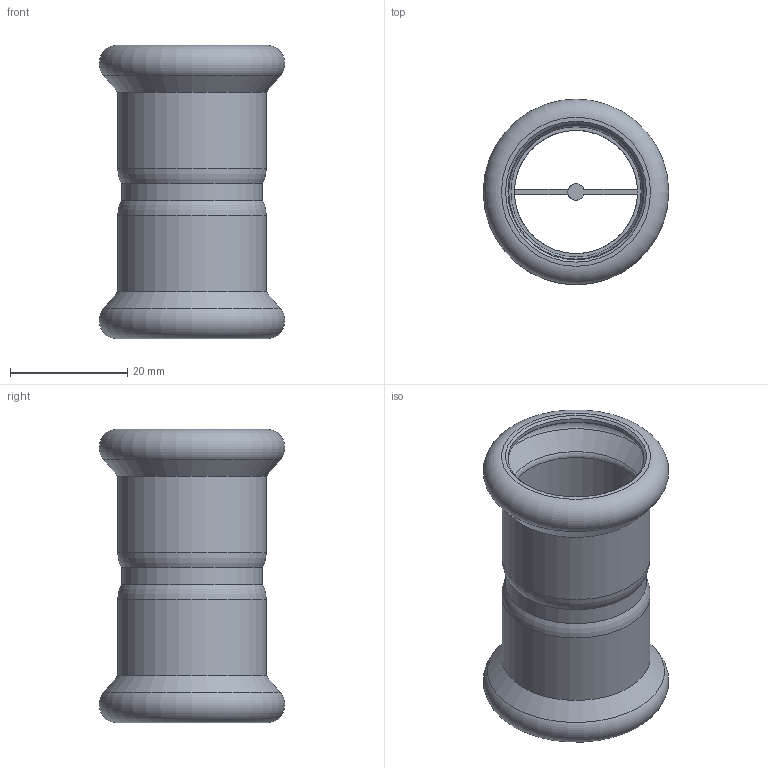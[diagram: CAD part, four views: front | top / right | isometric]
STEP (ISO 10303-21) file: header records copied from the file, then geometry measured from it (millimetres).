
FILE_DESCRIPTION(/* description */ (''),/* implementation_level */ '2;1');
FILE_NAME(/* name */ '32004.stp',/* time_stamp */ '2014-04-03T17:05:37+02:00',/* author */ ('bruh'),/* organization */ (''),/* preprocessor_version */ 'ST-DEVELOPER v15.2',/* originating_system */ 'Autodesk Inventor 2014',/* authorisation */ '');
FILE_SCHEMA (('AUTOMOTIVE_DESIGN { 1 0 10303 214 3 1 1 }'));
Length unit declared in the file: millimetre
Products named in the file (4): 432004; 900023; 32004
Bounding box: 31.59 x 31.59 x 50 mm (x, y, z)
Volume: 6705 mm3; surface area: 9479.8 mm2
Topology: 3 solids, 3 shells, 44 faces, 86 edges, 52 vertices
Faces by surface type: plane 16, cylinder 12, cone 8, torus 8
Full cylindrical faces by diameter (mm): 21 x3, 22.2 x2, 23.2 x2, 24 x1, 25.3 x2
Entity records: 633 total; most frequent: DIRECTION 118, CARTESIAN_POINT 90, ORIENTED_EDGE 62, AXIS2_PLACEMENT_3D 55, EDGE_LOOP 44, EDGE_CURVE 31, VERTEX_POINT 27, ADVANCED_FACE 24
